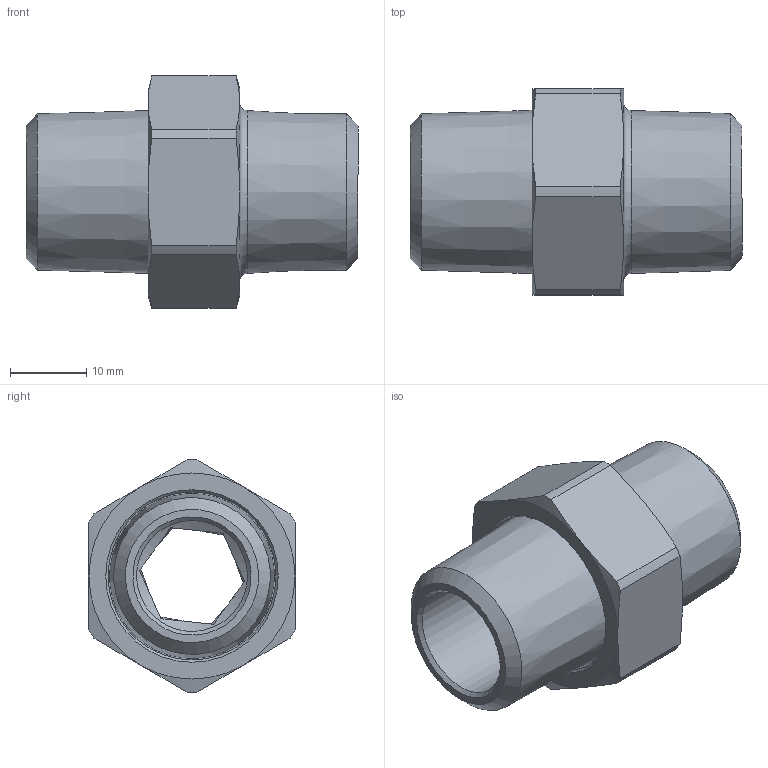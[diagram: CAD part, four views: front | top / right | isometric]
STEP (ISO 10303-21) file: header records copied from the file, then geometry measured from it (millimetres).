
FILE_DESCRIPTION(/* description */ (''),/* implementation_level */ '2;1');
FILE_NAME(/* name */ 'ld21_21k.stp',/* time_stamp */ '2023-02-09T08:59:55+01:00',/* author */ ('IA176480'),/* organization */ (''),/* preprocessor_version */ 'ST-DEVELOPER v18.1',/* originating_system */ 'Autodesk Inventor 2020',/* authorisation */ '');
FILE_SCHEMA (('AUTOMOTIVE_DESIGN { 1 0 10303 214 3 1 1 }'));
Length unit declared in the file: millimetre
Products named in the file (4): LD21_21K; URZM25; DNZ21K_M25; ENZ25_21K
Assembly tree (3 placements, depth 2):
  LD21_21K
    URZM25
    DNZ21K_M25
    ENZ25_21K
Bounding box: 43.5 x 27 x 30.45 mm (x, y, z)
Volume: 11411.1 mm3; surface area: 8800.3 mm2
Topology: 3 solids, 3 shells, 67 faces, 190 edges, 133 vertices
Faces by surface type: plane 28, cone 24, cylinder 12, torus 2, sphere 1
Full cylindrical faces by diameter (mm): 14.5 x1, 19.5 x1, 22 x1, 23.5 x1, 25 x2
Entity records: 2315 total; most frequent: CARTESIAN_POINT 541, ORIENTED_EDGE 380, DIRECTION 342, EDGE_CURVE 190, AXIS2_PLACEMENT_3D 150, VERTEX_POINT 133, EDGE_LOOP 77, CIRCLE 76
